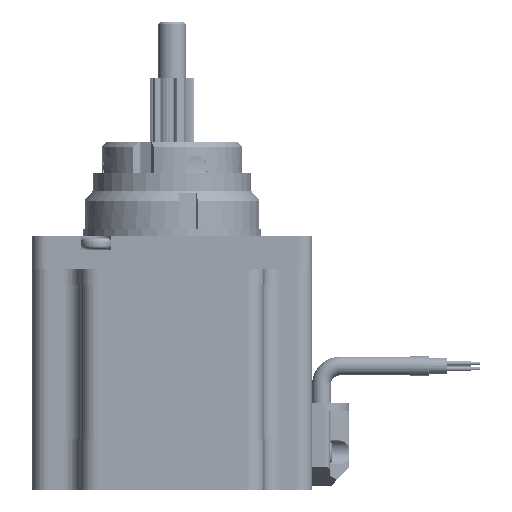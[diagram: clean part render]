
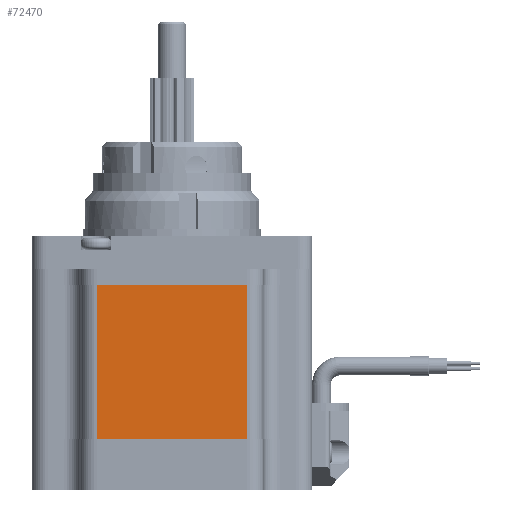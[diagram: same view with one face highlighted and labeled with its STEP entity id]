
A CAD part, left-side view. The second image highlights one B-rep face of the part: STEP entity #72470.
In plain terms, the highlighted face is planar.
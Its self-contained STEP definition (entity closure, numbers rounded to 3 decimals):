
#213 = EDGE_CURVE ( 'NONE', #93749, #45051, #87915, .T. ) ;
#2369 = DIRECTION ( 'NONE',  ( -1., 0., 0. ) ) ;
#7741 = ORIENTED_EDGE ( 'NONE', *, *, #71602, .F. ) ;
#8118 = PLANE ( 'NONE',  #12907 ) ;
#8600 = CARTESIAN_POINT ( 'NONE',  ( 30., -16., 33. ) ) ;
#12907 = AXIS2_PLACEMENT_3D ( 'NONE', #48654, #2369, #25760 ) ;
#16721 = EDGE_CURVE ( 'NONE', #93749, #24554, #16913, .T. ) ;
#16913 = LINE ( 'NONE', #24183, #27978 ) ;
#17946 = DIRECTION ( 'NONE',  ( 0., 1., 0. ) ) ;
#21343 = VECTOR ( 'NONE', #56675, 1000. ) ;
#24183 = CARTESIAN_POINT ( 'NONE',  ( 30., -16., 33. ) ) ;
#24554 = VERTEX_POINT ( 'NONE', #89764 ) ;
#25760 = DIRECTION ( 'NONE',  ( 0., 0., 1. ) ) ;
#27776 = CARTESIAN_POINT ( 'NONE',  ( 30., -16., 0. ) ) ;
#27978 = VECTOR ( 'NONE', #63181, 1000. ) ;
#29241 = LINE ( 'NONE', #93234, #49322 ) ;
#30938 = ORIENTED_EDGE ( 'NONE', *, *, #213, .T. ) ;
#45051 = VERTEX_POINT ( 'NONE', #75672 ) ;
#48654 = CARTESIAN_POINT ( 'NONE',  ( 30., -16., 33. ) ) ;
#49322 = VECTOR ( 'NONE', #60963, 1000. ) ;
#52091 = CARTESIAN_POINT ( 'NONE',  ( 30., 16., 0. ) ) ;
#56675 = DIRECTION ( 'NONE',  ( 0., 0., -1. ) ) ;
#60963 = DIRECTION ( 'NONE',  ( 0., 0., -1. ) ) ;
#63181 = DIRECTION ( 'NONE',  ( 0., 1., 0. ) ) ;
#65431 = VECTOR ( 'NONE', #17946, 1000. ) ;
#66632 = EDGE_CURVE ( 'NONE', #45051, #85945, #99068, .T. ) ;
#71602 = EDGE_CURVE ( 'NONE', #24554, #85945, #29241, .T. ) ;
#72470 = ADVANCED_FACE ( 'NONE', ( #78871 ), #8118, .F. ) ;
#75672 = CARTESIAN_POINT ( 'NONE',  ( 30., -16., 0. ) ) ;
#78871 = FACE_OUTER_BOUND ( 'NONE', #93681, .T. ) ;
#79263 = ORIENTED_EDGE ( 'NONE', *, *, #66632, .T. ) ;
#85945 = VERTEX_POINT ( 'NONE', #52091 ) ;
#87915 = LINE ( 'NONE', #94672, #21343 ) ;
#89764 = CARTESIAN_POINT ( 'NONE',  ( 30., 16., 33. ) ) ;
#92504 = ORIENTED_EDGE ( 'NONE', *, *, #16721, .F. ) ;
#93234 = CARTESIAN_POINT ( 'NONE',  ( 30., 16., 33. ) ) ;
#93681 = EDGE_LOOP ( 'NONE', ( #79263, #7741, #92504, #30938 ) ) ;
#93749 = VERTEX_POINT ( 'NONE', #8600 ) ;
#94672 = CARTESIAN_POINT ( 'NONE',  ( 30., -16., 33. ) ) ;
#99068 = LINE ( 'NONE', #27776, #65431 ) ;
